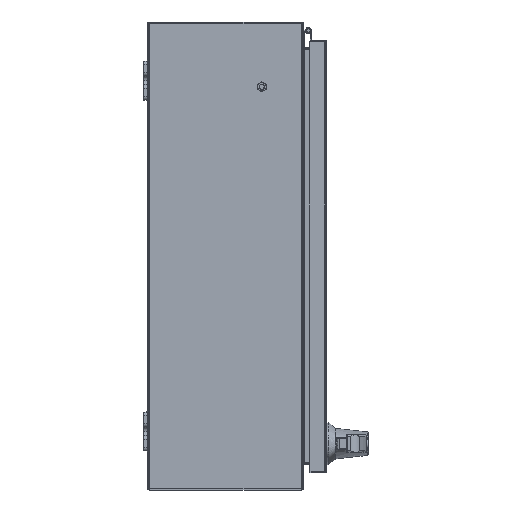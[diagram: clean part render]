
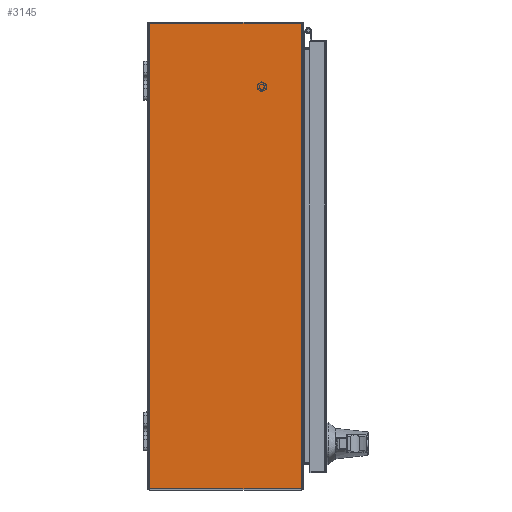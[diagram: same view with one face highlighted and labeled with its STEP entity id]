
A CAD part, front view. The second image highlights one B-rep face of the part: STEP entity #3145.
In plain terms, the highlighted face is planar.
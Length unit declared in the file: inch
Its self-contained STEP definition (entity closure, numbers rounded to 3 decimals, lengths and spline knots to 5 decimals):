
#324 = VECTOR ( 'NONE', #93143, 39.37008 ) ;
#3145 = ADVANCED_FACE ( 'NONE', ( #76321 ), #42916, .T. ) ;
#6746 = DIRECTION ( 'NONE',  ( 0., -1., 0. ) ) ;
#9913 = CARTESIAN_POINT ( 'NONE',  ( 11.92792, -7.892, -12. ) ) ;
#10700 = VECTOR ( 'NONE', #6746, 39.37008 ) ;
#13825 = AXIS2_PLACEMENT_3D ( 'NONE', #58193, #82322, #42189 ) ;
#19397 = LINE ( 'NONE', #101662, #324 ) ;
#25251 = EDGE_CURVE ( 'NONE', #80755, #76237, #85144, .T. ) ;
#26861 = CARTESIAN_POINT ( 'NONE',  ( -11.92792, -0.108, -12. ) ) ;
#27518 = VERTEX_POINT ( 'NONE', #29216 ) ;
#29139 = CARTESIAN_POINT ( 'NONE',  ( -11.892, -7.892, -12. ) ) ;
#29216 = CARTESIAN_POINT ( 'NONE',  ( -11.92792, -7.892, -12. ) ) ;
#30095 = EDGE_CURVE ( 'NONE', #36672, #80755, #19397, .T. ) ;
#32296 = LINE ( 'NONE', #79186, #10700 ) ;
#36672 = VERTEX_POINT ( 'NONE', #26861 ) ;
#42189 = DIRECTION ( 'NONE',  ( 0., 1., 0. ) ) ;
#42916 = PLANE ( 'NONE',  #13825 ) ;
#42944 = CARTESIAN_POINT ( 'NONE',  ( 11.92792, 39.37008, -12. ) ) ;
#43183 = EDGE_CURVE ( 'NONE', #36672, #27518, #32296, .T. ) ;
#49549 = VECTOR ( 'NONE', #67515, 39.37008 ) ;
#53291 = DIRECTION ( 'NONE',  ( -1., 0., 0. ) ) ;
#58193 = CARTESIAN_POINT ( 'NONE',  ( -11.892, -0.06248, -12. ) ) ;
#60910 = ORIENTED_EDGE ( 'NONE', *, *, #25251, .T. ) ;
#67515 = DIRECTION ( 'NONE',  ( 0., -1., 0. ) ) ;
#71547 = CARTESIAN_POINT ( 'NONE',  ( 11.92792, -0.108, -12. ) ) ;
#72381 = ORIENTED_EDGE ( 'NONE', *, *, #43183, .F. ) ;
#76237 = VERTEX_POINT ( 'NONE', #9913 ) ;
#76321 = FACE_OUTER_BOUND ( 'NONE', #91412, .T. ) ;
#79186 = CARTESIAN_POINT ( 'NONE',  ( -11.92792, 39.37008, -12. ) ) ;
#79749 = LINE ( 'NONE', #29139, #88732 ) ;
#80755 = VERTEX_POINT ( 'NONE', #71547 ) ;
#81268 = EDGE_CURVE ( 'NONE', #76237, #27518, #79749, .T. ) ;
#82322 = DIRECTION ( 'NONE',  ( 0., 0., -1. ) ) ;
#85144 = LINE ( 'NONE', #42944, #49549 ) ;
#88732 = VECTOR ( 'NONE', #53291, 39.37008 ) ;
#91412 = EDGE_LOOP ( 'NONE', ( #97474, #60910, #92305, #72381 ) ) ;
#92305 = ORIENTED_EDGE ( 'NONE', *, *, #81268, .T. ) ;
#93143 = DIRECTION ( 'NONE',  ( 1., 0., 0. ) ) ;
#97474 = ORIENTED_EDGE ( 'NONE', *, *, #30095, .T. ) ;
#101662 = CARTESIAN_POINT ( 'NONE',  ( -11.892, -0.108, -12. ) ) ;
